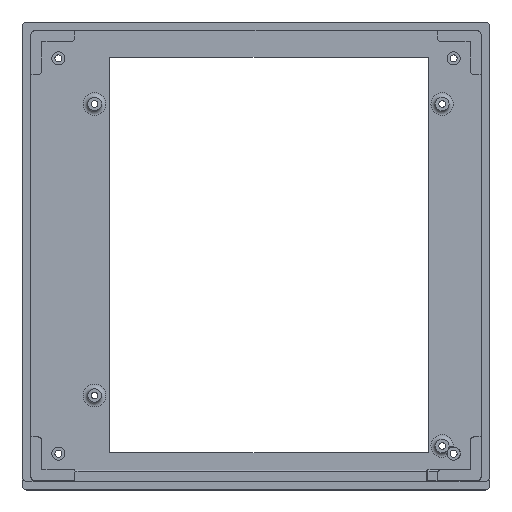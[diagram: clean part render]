
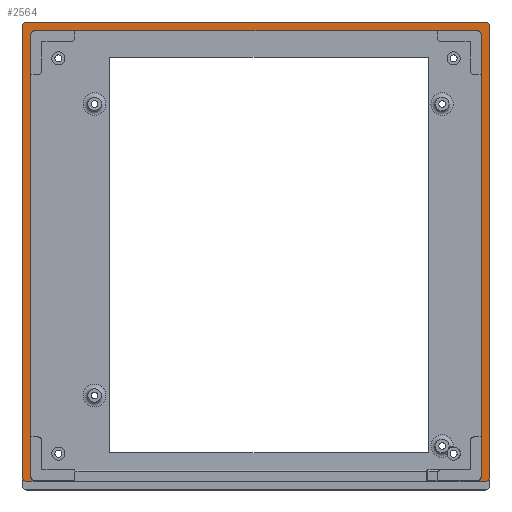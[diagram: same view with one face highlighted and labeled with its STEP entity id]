
A CAD part, top view. The second image highlights one B-rep face of the part: STEP entity #2564.
In plain terms, the highlighted planar face has unit normal (0, 0, 1).
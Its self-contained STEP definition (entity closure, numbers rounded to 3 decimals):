
#1206=CARTESIAN_POINT('',(376.,428.,487.5));
#1207=VERTEX_POINT('',#1206);
#1214=CARTESIAN_POINT('',(358.,428.,487.5));
#1215=VERTEX_POINT('',#1214);
#1216=CARTESIAN_POINT('',(376.,428.,487.5));
#1217=DIRECTION('',(-1.,-0.,0.));
#1218=VECTOR('',#1217,18.);
#1219=LINE('',#1216,#1218);
#1220=EDGE_CURVE('',#1207,#1215,#1219,.T.);
#1748=CARTESIAN_POINT('',(378.,408.,487.5));
#1749=VERTEX_POINT('',#1748);
#1779=CARTESIAN_POINT('',(378.,426.,487.5));
#1780=VERTEX_POINT('',#1779);
#1781=CARTESIAN_POINT('',(378.,408.,487.5));
#1782=DIRECTION('',(-0.,1.,0.));
#1783=VECTOR('',#1782,18.);
#1784=LINE('',#1781,#1783);
#1785=EDGE_CURVE('',#1749,#1780,#1784,.T.);
#2298=CARTESIAN_POINT('',(376.,426.,487.5));
#2299=DIRECTION('',(-0.,-0.,-1.));
#2300=DIRECTION('',(1.,0.,-0.));
#2301=AXIS2_PLACEMENT_3D('',#2298,#2299,#2300);
#2302=CIRCLE('',#2301,2.);
#2303=EDGE_CURVE('',#1207,#1780,#2302,.T.);
#2364=CARTESIAN_POINT('',(382.,226.,487.5));
#2365=VERTEX_POINT('',#2364);
#2366=CARTESIAN_POINT('',(382.,430.,487.5));
#2367=VERTEX_POINT('',#2366);
#2368=CARTESIAN_POINT('',(382.,226.,487.5));
#2369=DIRECTION('',(0.,1.,0.));
#2370=VECTOR('',#2369,204.);
#2371=LINE('',#2368,#2370);
#2372=EDGE_CURVE('',#2365,#2367,#2371,.T.);
#2406=CARTESIAN_POINT('',(-250.,800.,487.5));
#2407=DIRECTION('',(0.,0.,1.));
#2408=DIRECTION('',(1.,0.,-0.));
#2409=AXIS2_PLACEMENT_3D('',#2406,#2407,#2408);
#2410=PLANE('',#2409);
#2411=CARTESIAN_POINT('',(170.,430.,487.5));
#2412=VERTEX_POINT('',#2411);
#2413=CARTESIAN_POINT('',(170.,226.,487.5));
#2414=VERTEX_POINT('',#2413);
#2415=CARTESIAN_POINT('',(170.,430.,487.5));
#2416=DIRECTION('',(0.,-1.,0.));
#2417=VECTOR('',#2416,204.);
#2418=LINE('',#2415,#2417);
#2419=EDGE_CURVE('',#2412,#2414,#2418,.T.);
#2420=ORIENTED_EDGE('',*,*,#2419,.T.);
#2421=CARTESIAN_POINT('',(172.,224.,487.5));
#2422=VERTEX_POINT('',#2421);
#2423=CARTESIAN_POINT('',(172.,226.,487.5));
#2424=DIRECTION('',(0.,0.,1.));
#2425=DIRECTION('',(1.,0.,-0.));
#2426=AXIS2_PLACEMENT_3D('',#2423,#2424,#2425);
#2427=CIRCLE('',#2426,2.);
#2428=EDGE_CURVE('',#2414,#2422,#2427,.T.);
#2429=ORIENTED_EDGE('',*,*,#2428,.T.);
#2430=CARTESIAN_POINT('',(176.,224.,487.5));
#2431=VERTEX_POINT('',#2430);
#2432=CARTESIAN_POINT('',(172.,224.,487.5));
#2433=DIRECTION('',(1.,0.,-0.));
#2434=VECTOR('',#2433,4.);
#2435=LINE('',#2432,#2434);
#2436=EDGE_CURVE('',#2422,#2431,#2435,.T.);
#2437=ORIENTED_EDGE('',*,*,#2436,.T.);
#2438=CARTESIAN_POINT('',(174.,226.,487.5));
#2439=VERTEX_POINT('',#2438);
#2440=CARTESIAN_POINT('',(176.,226.,487.5));
#2441=DIRECTION('',(-0.,-0.,-1.));
#2442=DIRECTION('',(1.,0.,-0.));
#2443=AXIS2_PLACEMENT_3D('',#2440,#2441,#2442);
#2444=CIRCLE('',#2443,2.);
#2445=EDGE_CURVE('',#2431,#2439,#2444,.T.);
#2446=ORIENTED_EDGE('',*,*,#2445,.T.);
#2447=CARTESIAN_POINT('',(174.,244.,487.5));
#2448=VERTEX_POINT('',#2447);
#2449=CARTESIAN_POINT('',(174.,226.,487.5));
#2450=DIRECTION('',(-0.,1.,0.));
#2451=VECTOR('',#2450,18.);
#2452=LINE('',#2449,#2451);
#2453=EDGE_CURVE('',#2439,#2448,#2452,.T.);
#2454=ORIENTED_EDGE('',*,*,#2453,.T.);
#2455=CARTESIAN_POINT('',(174.,408.,487.5));
#2456=VERTEX_POINT('',#2455);
#2457=CARTESIAN_POINT('',(174.,244.,487.5));
#2458=DIRECTION('',(-0.,1.,0.));
#2459=VECTOR('',#2458,164.);
#2460=LINE('',#2457,#2459);
#2461=EDGE_CURVE('',#2448,#2456,#2460,.T.);
#2462=ORIENTED_EDGE('',*,*,#2461,.T.);
#2463=CARTESIAN_POINT('',(174.,426.,487.5));
#2464=VERTEX_POINT('',#2463);
#2465=CARTESIAN_POINT('',(174.,408.,487.5));
#2466=DIRECTION('',(-0.,1.,0.));
#2467=VECTOR('',#2466,18.);
#2468=LINE('',#2465,#2467);
#2469=EDGE_CURVE('',#2456,#2464,#2468,.T.);
#2470=ORIENTED_EDGE('',*,*,#2469,.T.);
#2471=CARTESIAN_POINT('',(176.,428.,487.5));
#2472=VERTEX_POINT('',#2471);
#2473=CARTESIAN_POINT('',(176.,426.,487.5));
#2474=DIRECTION('',(-0.,-0.,-1.));
#2475=DIRECTION('',(1.,0.,-0.));
#2476=AXIS2_PLACEMENT_3D('',#2473,#2474,#2475);
#2477=CIRCLE('',#2476,2.);
#2478=EDGE_CURVE('',#2464,#2472,#2477,.T.);
#2479=ORIENTED_EDGE('',*,*,#2478,.T.);
#2480=CARTESIAN_POINT('',(194.,428.,487.5));
#2481=VERTEX_POINT('',#2480);
#2482=CARTESIAN_POINT('',(194.,428.,487.5));
#2483=DIRECTION('',(-1.,-0.,0.));
#2484=VECTOR('',#2483,18.);
#2485=LINE('',#2482,#2484);
#2486=EDGE_CURVE('',#2481,#2472,#2485,.T.);
#2487=ORIENTED_EDGE('',*,*,#2486,.F.);
#2488=CARTESIAN_POINT('',(358.,428.,487.5));
#2489=DIRECTION('',(-1.,-0.,0.));
#2490=VECTOR('',#2489,164.);
#2491=LINE('',#2488,#2490);
#2492=EDGE_CURVE('',#1215,#2481,#2491,.T.);
#2493=ORIENTED_EDGE('',*,*,#2492,.F.);
#2494=ORIENTED_EDGE('',*,*,#1220,.F.);
#2495=ORIENTED_EDGE('',*,*,#2303,.T.);
#2496=ORIENTED_EDGE('',*,*,#1785,.F.);
#2497=CARTESIAN_POINT('',(378.,244.,487.5));
#2498=VERTEX_POINT('',#2497);
#2499=CARTESIAN_POINT('',(378.,244.,487.5));
#2500=DIRECTION('',(0.,1.,0.));
#2501=VECTOR('',#2500,164.);
#2502=LINE('',#2499,#2501);
#2503=EDGE_CURVE('',#2498,#1749,#2502,.T.);
#2504=ORIENTED_EDGE('',*,*,#2503,.F.);
#2505=CARTESIAN_POINT('',(378.,226.,487.5));
#2506=VERTEX_POINT('',#2505);
#2507=CARTESIAN_POINT('',(378.,226.,487.5));
#2508=DIRECTION('',(0.,1.,0.));
#2509=VECTOR('',#2508,18.);
#2510=LINE('',#2507,#2509);
#2511=EDGE_CURVE('',#2506,#2498,#2510,.T.);
#2512=ORIENTED_EDGE('',*,*,#2511,.F.);
#2513=CARTESIAN_POINT('',(376.,224.,487.5));
#2514=VERTEX_POINT('',#2513);
#2515=CARTESIAN_POINT('',(376.,226.,487.5));
#2516=DIRECTION('',(-0.,-0.,-1.));
#2517=DIRECTION('',(1.,0.,-0.));
#2518=AXIS2_PLACEMENT_3D('',#2515,#2516,#2517);
#2519=CIRCLE('',#2518,2.);
#2520=EDGE_CURVE('',#2506,#2514,#2519,.T.);
#2521=ORIENTED_EDGE('',*,*,#2520,.T.);
#2522=CARTESIAN_POINT('',(380.,224.,487.5));
#2523=VERTEX_POINT('',#2522);
#2524=CARTESIAN_POINT('',(380.,224.,487.5));
#2525=DIRECTION('',(-1.,0.,0.));
#2526=VECTOR('',#2525,4.);
#2527=LINE('',#2524,#2526);
#2528=EDGE_CURVE('',#2523,#2514,#2527,.T.);
#2529=ORIENTED_EDGE('',*,*,#2528,.F.);
#2530=CARTESIAN_POINT('',(380.,226.,487.5));
#2531=DIRECTION('',(0.,0.,1.));
#2532=DIRECTION('',(1.,0.,-0.));
#2533=AXIS2_PLACEMENT_3D('',#2530,#2531,#2532);
#2534=CIRCLE('',#2533,2.);
#2535=EDGE_CURVE('',#2523,#2365,#2534,.T.);
#2536=ORIENTED_EDGE('',*,*,#2535,.T.);
#2537=ORIENTED_EDGE('',*,*,#2372,.T.);
#2538=CARTESIAN_POINT('',(380.,432.,487.5));
#2539=VERTEX_POINT('',#2538);
#2540=CARTESIAN_POINT('',(380.,430.,487.5));
#2541=DIRECTION('',(0.,0.,1.));
#2542=DIRECTION('',(1.,0.,-0.));
#2543=AXIS2_PLACEMENT_3D('',#2540,#2541,#2542);
#2544=CIRCLE('',#2543,2.);
#2545=EDGE_CURVE('',#2367,#2539,#2544,.T.);
#2546=ORIENTED_EDGE('',*,*,#2545,.T.);
#2547=CARTESIAN_POINT('',(172.,432.,487.5));
#2548=VERTEX_POINT('',#2547);
#2549=CARTESIAN_POINT('',(380.,432.,487.5));
#2550=DIRECTION('',(-1.,0.,0.));
#2551=VECTOR('',#2550,208.);
#2552=LINE('',#2549,#2551);
#2553=EDGE_CURVE('',#2539,#2548,#2552,.T.);
#2554=ORIENTED_EDGE('',*,*,#2553,.T.);
#2555=CARTESIAN_POINT('',(172.,430.,487.5));
#2556=DIRECTION('',(0.,0.,1.));
#2557=DIRECTION('',(1.,0.,-0.));
#2558=AXIS2_PLACEMENT_3D('',#2555,#2556,#2557);
#2559=CIRCLE('',#2558,2.);
#2560=EDGE_CURVE('',#2548,#2412,#2559,.T.);
#2561=ORIENTED_EDGE('',*,*,#2560,.T.);
#2562=EDGE_LOOP('',(#2420,#2429,#2437,#2446,#2454,#2462,#2470,#2479,#2487,#2493,#2494,#2495,#2496,#2504,#2512,#2521,#2529,#2536,#2537,#2546,#2554,#2561));
#2563=FACE_BOUND('',#2562,.T.);
#2564=ADVANCED_FACE('',(#2563),#2410,.T.);
